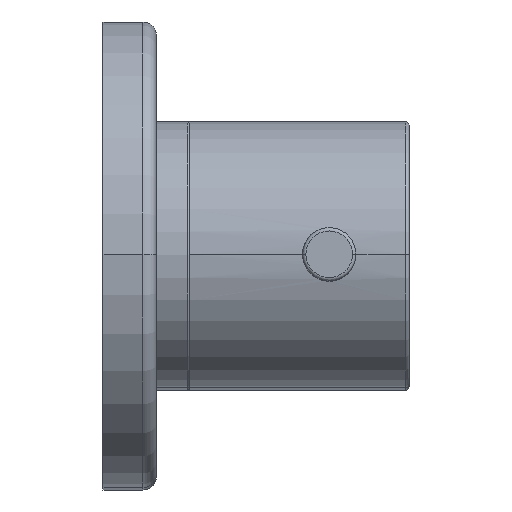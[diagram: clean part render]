
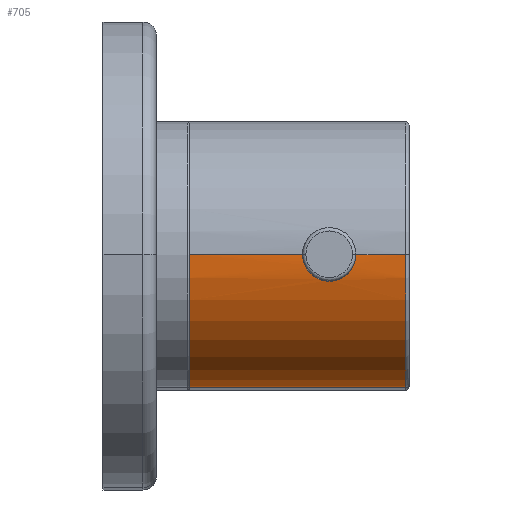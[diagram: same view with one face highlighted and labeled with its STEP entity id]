
A CAD part, top view. The second image highlights one B-rep face of the part: STEP entity #705.
In plain terms, the highlighted cylindrical face has radius 508 mm (diameter 1016 mm), a partial arc.
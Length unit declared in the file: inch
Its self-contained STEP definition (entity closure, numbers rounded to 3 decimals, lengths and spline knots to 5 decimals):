
#454=CARTESIAN_POINT('',(38.,0.,120.));
#467=CARTESIAN_POINT('',(30.,0.,120.));
#469=DIRECTION('',(1.,0.,0.));
#470=VECTOR('',#469,32.5);
#471=CARTESIAN_POINT('',(13.,0.,80.));
#472=LINE('',#471,#470);
#473=CARTESIAN_POINT('',(45.5,0.,100.));
#474=DIRECTION('',(1.,0.,0.));
#475=DIRECTION('',(0.,0.,1.));
#476=AXIS2_PLACEMENT_3D('',#473,#474,#475);
#478=DIRECTION('',(1.,0.,0.));
#479=VECTOR('',#478,17.);
#480=CARTESIAN_POINT('',(13.,0.,120.));
#481=LINE('',#480,#479);
#482=CARTESIAN_POINT('',(30.,0.,120.));
#483=CARTESIAN_POINT('',(30.,-0.38472,120.));
#484=CARTESIAN_POINT('',(30.10598,-1.12458,119.9784));
#485=CARTESIAN_POINT('',(30.58333,-2.18722,119.88838));
#486=CARTESIAN_POINT('',(31.34792,-3.06655,119.76836));
#487=CARTESIAN_POINT('',(32.31092,-3.68682,119.65915));
#488=CARTESIAN_POINT('',(33.4326,-4.01468,119.59301));
#489=CARTESIAN_POINT('',(34.57156,-4.01426,119.5931));
#490=CARTESIAN_POINT('',(35.6942,-3.68435,119.65961));
#491=CARTESIAN_POINT('',(36.65462,-3.06438,119.76872));
#492=CARTESIAN_POINT('',(37.41973,-2.18243,119.88891));
#493=CARTESIAN_POINT('',(37.89432,-1.12228,119.97848));
#494=CARTESIAN_POINT('',(38.,-0.3838,120.));
#495=CARTESIAN_POINT('',(38.,0.,120.));
#497=DIRECTION('',(1.,0.,0.));
#498=VECTOR('',#497,7.5);
#499=CARTESIAN_POINT('',(38.,0.,120.));
#500=LINE('',#499,#498);
#506=CARTESIAN_POINT('',(13.,0.,100.));
#507=DIRECTION('',(1.,0.,0.));
#508=DIRECTION('',(0.,0.,1.));
#509=AXIS2_PLACEMENT_3D('',#506,#507,#508);
#605=CARTESIAN_POINT('',(13.,0.,80.));
#606=CARTESIAN_POINT('',(13.,0.,120.));
#607=VERTEX_POINT('',#605);
#608=VERTEX_POINT('',#606);
#613=VERTEX_POINT('',#454);
#614=VERTEX_POINT('',#467);
#627=CARTESIAN_POINT('',(45.5,0.,120.));
#628=CARTESIAN_POINT('',(45.5,0.,80.));
#629=VERTEX_POINT('',#627);
#630=VERTEX_POINT('',#628);
#690=CARTESIAN_POINT('',(13.,0.,100.));
#691=DIRECTION('',(1.,0.,0.));
#692=DIRECTION('',(0.,0.,-1.));
#693=AXIS2_PLACEMENT_3D('',#690,#691,#692);
#694=CYLINDRICAL_SURFACE('',#693,20.);
#695=ORIENTED_EDGE('',*,*,#651,.T.);
#696=ORIENTED_EDGE('',*,*,#685,.F.);
#698=ORIENTED_EDGE('',*,*,#697,.F.);
#699=ORIENTED_EDGE('',*,*,#681,.T.);
#701=ORIENTED_EDGE('',*,*,#700,.T.);
#702=ORIENTED_EDGE('',*,*,#677,.T.);
#703=EDGE_LOOP('',(#695,#696,#698,#699,#701,#702));
#704=FACE_OUTER_BOUND('',#703,.F.);
#705=ADVANCED_FACE('',(#704),#694,.T.);
#477=CIRCLE('',#476,20.);
#496=B_SPLINE_CURVE_WITH_KNOTS('',3,(#482,#483,#484,#485,#486,#487,#488,#489,
#490,#491,#492,#493,#494,#495),.UNSPECIFIED.,.F.,.F.,(4,1,1,1,1,1,1,1,1,1,1,4),(
0.,0.09091,0.18182,0.27273,0.36364,
0.45455,0.54545,0.63636,0.72727,
0.81818,0.90909,1.),.UNSPECIFIED.);
#510=CIRCLE('',#509,20.);
#651=EDGE_CURVE('',#629,#630,#477,.T.);
#677=EDGE_CURVE('',#613,#629,#500,.T.);
#681=EDGE_CURVE('',#608,#614,#481,.T.);
#685=EDGE_CURVE('',#607,#630,#472,.T.);
#697=EDGE_CURVE('',#608,#607,#510,.T.);
#700=EDGE_CURVE('',#614,#613,#496,.T.);
